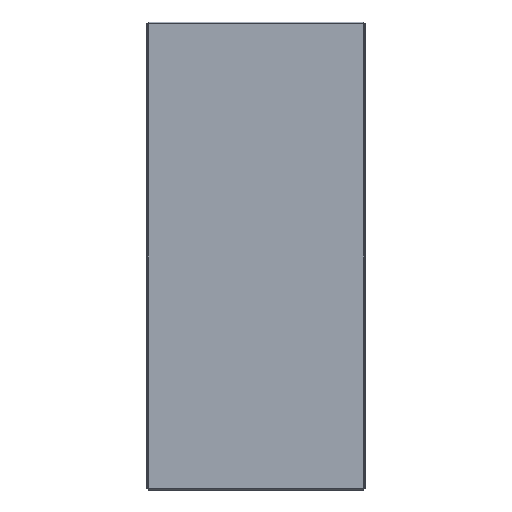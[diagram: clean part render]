
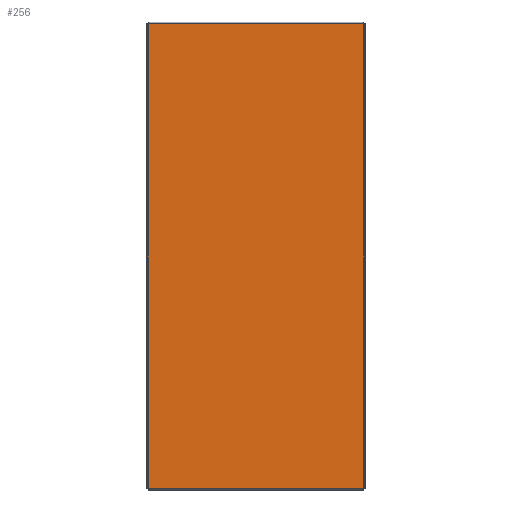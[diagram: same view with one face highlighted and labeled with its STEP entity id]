
A CAD part, front view. The second image highlights one B-rep face of the part: STEP entity #256.
In plain terms, the highlighted planar face has unit normal (0, -1, 0).
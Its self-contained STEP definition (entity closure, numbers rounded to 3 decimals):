
#15 = DIRECTION ( 'NONE',  ( -1., 0., 0. ) ) ;
#21 = EDGE_CURVE ( 'NONE', #1595, #43, #2789, .T. ) ;
#43 = VERTEX_POINT ( 'NONE', #255 ) ;
#63 = VECTOR ( 'NONE', #399, 1000. ) ;
#188 = EDGE_LOOP ( 'NONE', ( #340, #1144, #1799, #2714 ) ) ;
#255 = CARTESIAN_POINT ( 'NONE',  ( -119.8, -1.2, 257.8 ) ) ;
#256 = ADVANCED_FACE ( 'NONE', ( #2605 ), #473, .F. ) ;
#269 = VECTOR ( 'NONE', #293, 1000. ) ;
#276 = EDGE_CURVE ( 'NONE', #1539, #43, #2727, .T. ) ;
#292 = LINE ( 'NONE', #1401, #63 ) ;
#293 = DIRECTION ( 'NONE',  ( 0., 0., 1. ) ) ;
#340 = ORIENTED_EDGE ( 'NONE', *, *, #458, .T. ) ;
#357 = DIRECTION ( 'NONE',  ( 1., 0., 0. ) ) ;
#399 = DIRECTION ( 'NONE',  ( 0., 0., -1. ) ) ;
#425 = CARTESIAN_POINT ( 'NONE',  ( -119.8, -1.2, -257.8 ) ) ;
#441 = CARTESIAN_POINT ( 'NONE',  ( 119.8, -1.2, 257.8 ) ) ;
#458 = EDGE_CURVE ( 'NONE', #1539, #2717, #2342, .T. ) ;
#473 = PLANE ( 'NONE',  #2956 ) ;
#965 = DIRECTION ( 'NONE',  ( 0., 0., 1. ) ) ;
#1144 = ORIENTED_EDGE ( 'NONE', *, *, #2288, .F. ) ;
#1269 = VECTOR ( 'NONE', #15, 1000. ) ;
#1288 = CARTESIAN_POINT ( 'NONE',  ( -119.8, -1.2, -257.8 ) ) ;
#1401 = CARTESIAN_POINT ( 'NONE',  ( 119.8, -1.2, 258. ) ) ;
#1539 = VERTEX_POINT ( 'NONE', #425 ) ;
#1595 = VERTEX_POINT ( 'NONE', #441 ) ;
#1757 = CARTESIAN_POINT ( 'NONE',  ( 119.8, -1.2, -257.8 ) ) ;
#1799 = ORIENTED_EDGE ( 'NONE', *, *, #21, .T. ) ;
#1897 = DIRECTION ( 'NONE',  ( 0., 1., 0. ) ) ;
#2145 = CARTESIAN_POINT ( 'NONE',  ( 0., -1.2, 0. ) ) ;
#2288 = EDGE_CURVE ( 'NONE', #1595, #2717, #292, .T. ) ;
#2342 = LINE ( 'NONE', #1288, #2525 ) ;
#2443 = CARTESIAN_POINT ( 'NONE',  ( -119.8, -1.2, -258. ) ) ;
#2525 = VECTOR ( 'NONE', #357, 1000. ) ;
#2605 = FACE_OUTER_BOUND ( 'NONE', #188, .T. ) ;
#2660 = CARTESIAN_POINT ( 'NONE',  ( 119.8, -1.2, 257.8 ) ) ;
#2714 = ORIENTED_EDGE ( 'NONE', *, *, #276, .F. ) ;
#2717 = VERTEX_POINT ( 'NONE', #1757 ) ;
#2727 = LINE ( 'NONE', #2443, #269 ) ;
#2789 = LINE ( 'NONE', #2660, #1269 ) ;
#2956 = AXIS2_PLACEMENT_3D ( 'NONE', #2145, #1897, #965 ) ;
